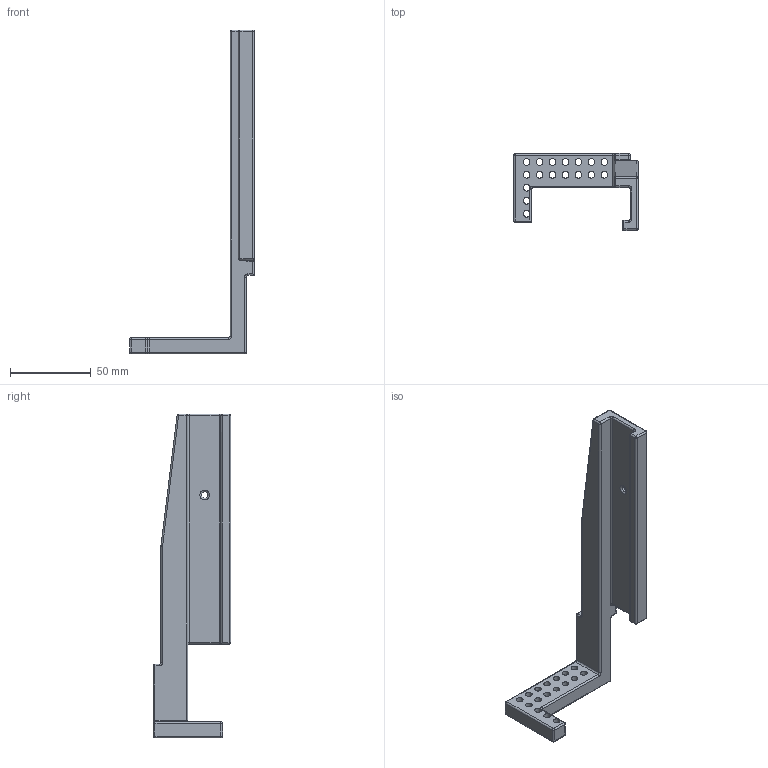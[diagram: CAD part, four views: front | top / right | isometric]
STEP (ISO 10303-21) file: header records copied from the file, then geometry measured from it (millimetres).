
FILE_DESCRIPTION(/* description */ ('STEP AP242','CAx-IF Rec.Pracs.---Representation and Presentation of Product Manufacturing Information (PMI)---4.0---2014-10-13','CAx-IF Rec.Pracs.---3D Tessellated Geometry---0.4---2014-09-14','2;1'),/* implementation_level */ '2;1');
FILE_NAME(/* name */ '66877131935f4f19ef8e01e2',/* time_stamp */ '2024-07-05T04:06:09Z',/* author */ (''),/* organization */ (''),/* preprocessor_version */ 'ST-DEVELOPER v20',/* originating_system */ ' ',/* authorisation */ ' ');
FILE_SCHEMA (('AP242_MANAGED_MODEL_BASED_3D_ENGINEERING_MIM_LF { 1 0 10303 442 1 1 4 }'));
Length unit declared in the file: metre
Products named in the file (1): Part 1
Bounding box: 77 x 47.7 x 200 mm (x, y, z)
Volume: 77438.2 mm3; surface area: 27155.6 mm2
Topology: 1 solids, 1 shells, 129 faces, 320 edges, 171 vertices
Faces by surface type: cylinder 69, plane 27, sphere 19, torus 14
Full cylindrical faces by diameter (mm): 4 x1, 4.1 x17
Entity records: 3629 total; most frequent: DIRECTION 683, CARTESIAN_POINT 601, ORIENTED_EDGE 562, EDGE_CURVE 281, AXIS2_PLACEMENT_3D 278, EDGE_LOOP 181, FACE_BOUND 181, VERTEX_POINT 170
